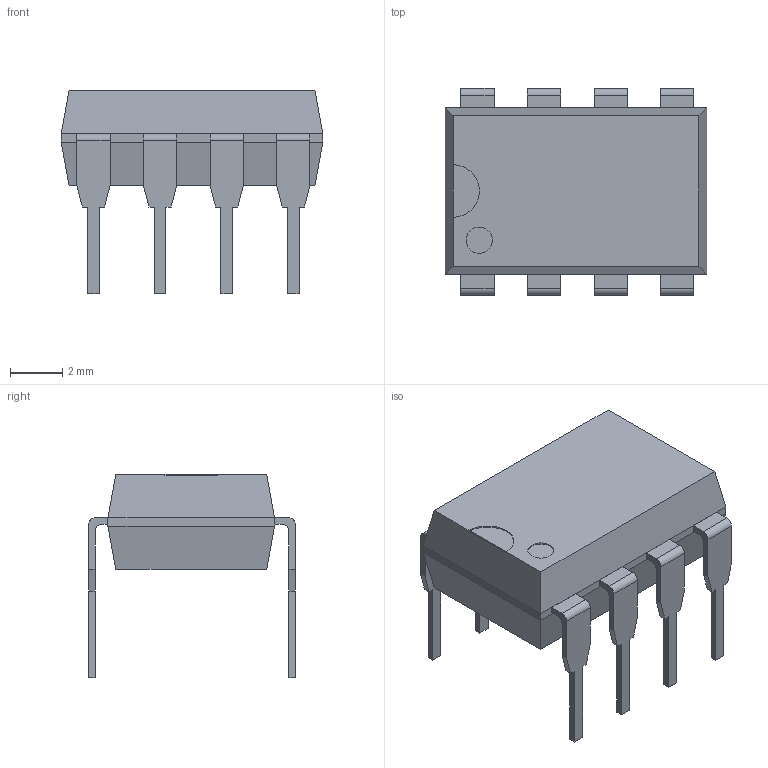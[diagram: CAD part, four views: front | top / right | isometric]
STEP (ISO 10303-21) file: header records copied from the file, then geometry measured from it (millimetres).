
FILE_DESCRIPTION(('FreeCAD Model'),'2;1');
FILE_NAME('Open CASCADE Shape Model','2025-10-06T16:02:02',(''),(''), 'Open CASCADE STEP processor 7.8','FreeCAD','Unknown');
FILE_SCHEMA(('AUTOMOTIVE_DESIGN { 1 0 10303 214 1 1 1 1 }'));
Length unit declared in the file: millimetre
Products named in the file (5): Unnamed; PDIP8_BODY; Array (mirrored); Array; PDIP8_PIN
Assembly tree (7 placements, depth 3):
  Unnamed
    PDIP8_BODY
    Array (mirrored)
    Array
      PDIP8_PIN  x4
Bounding box: 9.97 x 7.88 x 7.75 mm (x, y, z)
Volume: 224.4 mm3; surface area: 341.4 mm2
Topology: 9 solids, 9 shells, 147 faces, 374 edges, 246 vertices
Faces by surface type: plane 129, cylinder 18
Full cylindrical faces by diameter (mm): 1 x1
Entity records: 3062 total; most frequent: CARTESIAN_POINT 517, ORIENTED_EDGE 496, DIRECTION 486, EDGE_CURVE 248, LINE 224, VECTOR 224, VERTEX_POINT 162, AXIS2_PLACEMENT_3D 131
